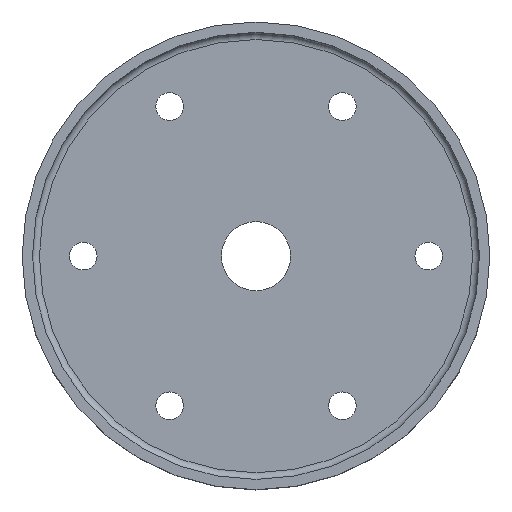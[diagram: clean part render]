
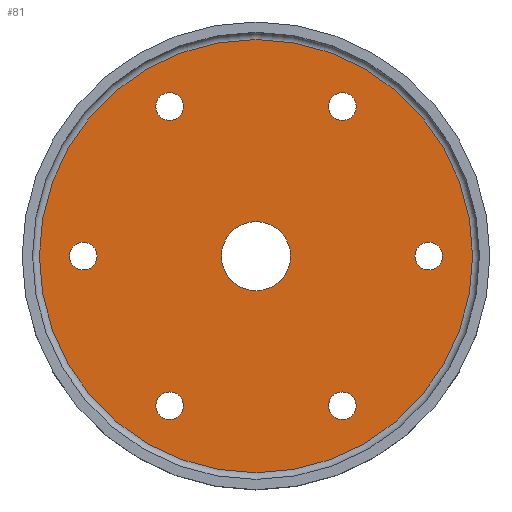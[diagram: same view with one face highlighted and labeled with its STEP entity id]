
A CAD part, top view. The second image highlights one B-rep face of the part: STEP entity #81.
In plain terms, the highlighted planar face has unit normal (0, 0, 1).
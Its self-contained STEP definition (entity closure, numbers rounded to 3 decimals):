
#81=ADVANCED_FACE('',(#219,#221,#223,#225,#227,#229,#231,#233),#235,.T.);
#219=FACE_BOUND('',#220,.T.);
#220=EDGE_LOOP('',(#356));
#221=FACE_BOUND('',#222,.T.);
#222=EDGE_LOOP('',(#357));
#223=FACE_BOUND('',#224,.T.);
#224=EDGE_LOOP('',(#358));
#225=FACE_BOUND('',#226,.T.);
#226=EDGE_LOOP('',(#359));
#227=FACE_BOUND('',#228,.T.);
#228=EDGE_LOOP('',(#360));
#229=FACE_BOUND('',#230,.T.);
#230=EDGE_LOOP('',(#361));
#231=FACE_BOUND('',#232,.T.);
#232=EDGE_LOOP('',(#362));
#233=FACE_BOUND('',#234,.T.);
#234=EDGE_LOOP('',(#363));
#235=PLANE('',#236);
#236=AXIS2_PLACEMENT_3D('',#237,#238,#239);
#237=CARTESIAN_POINT('',(0.,0.,1.5));
#238=DIRECTION('',(0.,0.,1.));
#239=DIRECTION('',(-1.,0.,0.));
#356=ORIENTED_EDGE('',*,*,#396,.T.);
#357=ORIENTED_EDGE('',*,*,#397,.T.);
#358=ORIENTED_EDGE('',*,*,#398,.T.);
#359=ORIENTED_EDGE('',*,*,#399,.T.);
#360=ORIENTED_EDGE('',*,*,#400,.T.);
#361=ORIENTED_EDGE('',*,*,#401,.T.);
#362=ORIENTED_EDGE('',*,*,#402,.T.);
#363=ORIENTED_EDGE('',*,*,#403,.T.);
#396=EDGE_CURVE('',#424,#424,#425,.T.);
#397=EDGE_CURVE('',#426,#426,#427,.F.);
#398=EDGE_CURVE('',#428,#428,#429,.F.);
#399=EDGE_CURVE('',#430,#430,#431,.F.);
#400=EDGE_CURVE('',#432,#432,#433,.F.);
#401=EDGE_CURVE('',#434,#434,#435,.F.);
#402=EDGE_CURVE('',#436,#436,#437,.F.);
#403=EDGE_CURVE('',#438,#438,#439,.F.);
#424=VERTEX_POINT('',#488);
#425=CIRCLE('',#489,31.35);
#426=VERTEX_POINT('',#493);
#427=CIRCLE('',#494,2.);
#428=VERTEX_POINT('',#498);
#429=CIRCLE('',#499,2.);
#430=VERTEX_POINT('',#503);
#431=CIRCLE('',#504,2.);
#432=VERTEX_POINT('',#508);
#433=CIRCLE('',#509,2.);
#434=VERTEX_POINT('',#513);
#435=CIRCLE('',#514,2.);
#436=VERTEX_POINT('',#518);
#437=CIRCLE('',#519,5.);
#438=VERTEX_POINT('',#523);
#439=CIRCLE('',#524,2.);
#488=CARTESIAN_POINT('',(-31.35,0.,1.5));
#489=AXIS2_PLACEMENT_3D('',#490,#491,#492);
#490=CARTESIAN_POINT('',(0.,0.,1.5));
#491=DIRECTION('',(0.,0.,1.));
#492=DIRECTION('',(-1.,0.,0.));
#493=CARTESIAN_POINT('',(10.768,22.651,1.5));
#494=AXIS2_PLACEMENT_3D('',#495,#496,#497);
#495=CARTESIAN_POINT('',(12.5,21.651,1.5));
#496=DIRECTION('',(0.,0.,1.));
#497=DIRECTION('',(-0.866,0.5,0.));
#498=CARTESIAN_POINT('',(-14.232,20.651,1.5));
#499=AXIS2_PLACEMENT_3D('',#500,#501,#502);
#500=CARTESIAN_POINT('',(-12.5,21.651,1.5));
#501=DIRECTION('',(0.,0.,1.));
#502=DIRECTION('',(-0.866,-0.5,0.));
#503=CARTESIAN_POINT('',(-25.,-2.,1.5));
#504=AXIS2_PLACEMENT_3D('',#505,#506,#507);
#505=CARTESIAN_POINT('',(-25.,0.,1.5));
#506=DIRECTION('',(0.,0.,1.));
#507=DIRECTION('',(0.,-1.,0.));
#508=CARTESIAN_POINT('',(-10.768,-22.651,1.5));
#509=AXIS2_PLACEMENT_3D('',#510,#511,#512);
#510=CARTESIAN_POINT('',(-12.5,-21.651,1.5));
#511=DIRECTION('',(0.,0.,1.));
#512=DIRECTION('',(0.866,-0.5,0.));
#513=CARTESIAN_POINT('',(14.232,-20.651,1.5));
#514=AXIS2_PLACEMENT_3D('',#515,#516,#517);
#515=CARTESIAN_POINT('',(12.5,-21.651,1.5));
#516=DIRECTION('',(0.,0.,1.));
#517=DIRECTION('',(0.866,0.5,0.));
#518=CARTESIAN_POINT('',(0.,5.,1.5));
#519=AXIS2_PLACEMENT_3D('',#520,#521,#522);
#520=CARTESIAN_POINT('',(0.,0.,1.5));
#521=DIRECTION('',(0.,0.,1.));
#522=DIRECTION('',(0.,1.,0.));
#523=CARTESIAN_POINT('',(25.,2.,1.5));
#524=AXIS2_PLACEMENT_3D('',#525,#526,#527);
#525=CARTESIAN_POINT('',(25.,0.,1.5));
#526=DIRECTION('',(0.,0.,1.));
#527=DIRECTION('',(0.,1.,0.));
